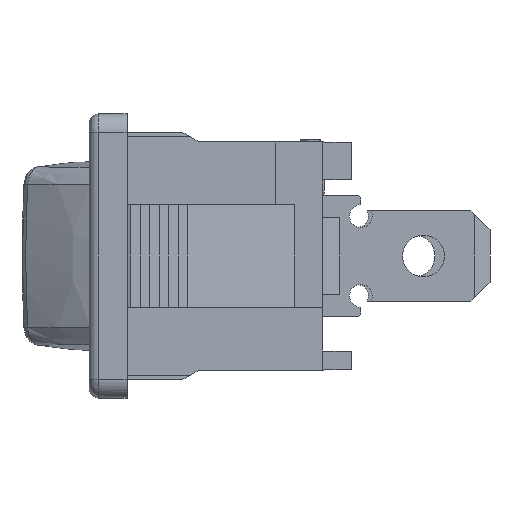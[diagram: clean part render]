
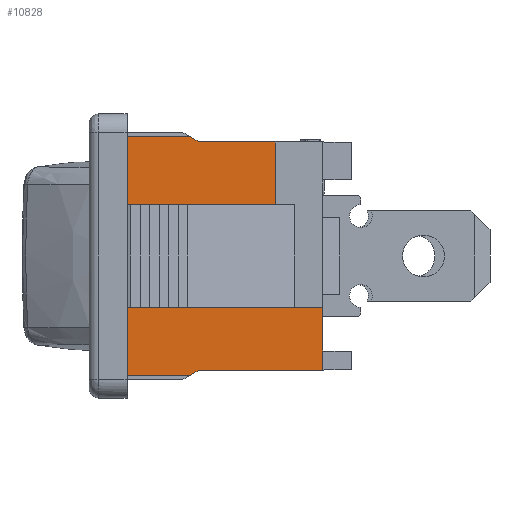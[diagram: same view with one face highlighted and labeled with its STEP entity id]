
A CAD part, left-side view. The second image highlights one B-rep face of the part: STEP entity #10828.
In plain terms, the highlighted planar face has unit normal (-1, 0, 0).
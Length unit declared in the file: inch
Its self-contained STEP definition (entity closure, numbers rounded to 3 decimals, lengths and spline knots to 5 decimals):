
#658=FACE_OUTER_BOUND('',#1223,.T.);
#1223=EDGE_LOOP('',(#7435,#7436,#7437,#7438,#7439,#7440,#7441,#7442,#7443,
#7444,#7445));
#1858=LINE('',#15183,#3047);
#1883=LINE('',#15235,#3072);
#2077=LINE('',#15804,#3266);
#2083=LINE('',#15816,#3272);
#2110=LINE('',#15868,#3299);
#2132=LINE('',#16328,#3321);
#2185=LINE('',#16431,#3374);
#2186=LINE('',#16433,#3375);
#2187=LINE('',#16434,#3376);
#2188=LINE('',#16435,#3377);
#2189=LINE('',#16436,#3378);
#3047=VECTOR('',#12386,0.49606);
#3072=VECTOR('',#12417,0.09055);
#3266=VECTOR('',#12731,0.12915);
#3272=VECTOR('',#12741,0.12915);
#3299=VECTOR('',#12780,0.15748);
#3321=VECTOR('',#12806,0.25591);
#3374=VECTOR('',#12873,0.09843);
#3375=VECTOR('',#12876,0.02362);
#3376=VECTOR('',#12877,0.02362);
#3377=VECTOR('',#12878,0.03937);
#3378=VECTOR('',#12879,0.34252);
#4231=VERTEX_POINT('',#15180);
#4232=VERTEX_POINT('',#15182);
#4255=VERTEX_POINT('',#15232);
#4256=VERTEX_POINT('',#15234);
#4437=VERTEX_POINT('',#15802);
#4441=VERTEX_POINT('',#15813);
#4459=VERTEX_POINT('',#15865);
#4460=VERTEX_POINT('',#15867);
#4504=VERTEX_POINT('',#16325);
#4505=VERTEX_POINT('',#16327);
#4548=VERTEX_POINT('',#16429);
#5287=EDGE_CURVE('',#4231,#4232,#1858,.T.);
#5312=EDGE_CURVE('',#4256,#4255,#1883,.T.);
#5538=EDGE_CURVE('',#4231,#4437,#2077,.T.);
#5544=EDGE_CURVE('',#4232,#4441,#2083,.T.);
#5571=EDGE_CURVE('',#4460,#4459,#2110,.T.);
#5619=EDGE_CURVE('',#4504,#4505,#2132,.T.);
#5675=EDGE_CURVE('',#4255,#4548,#2185,.T.);
#5676=EDGE_CURVE('',#4441,#4459,#2186,.T.);
#5677=EDGE_CURVE('',#4505,#4437,#2187,.T.);
#5678=EDGE_CURVE('',#4504,#4256,#2188,.T.);
#5679=EDGE_CURVE('',#4548,#4460,#2189,.T.);
#7435=ORIENTED_EDGE('',*,*,#5676,.F.);
#7436=ORIENTED_EDGE('',*,*,#5544,.F.);
#7437=ORIENTED_EDGE('',*,*,#5287,.F.);
#7438=ORIENTED_EDGE('',*,*,#5538,.T.);
#7439=ORIENTED_EDGE('',*,*,#5677,.F.);
#7440=ORIENTED_EDGE('',*,*,#5619,.F.);
#7441=ORIENTED_EDGE('',*,*,#5678,.T.);
#7442=ORIENTED_EDGE('',*,*,#5312,.T.);
#7443=ORIENTED_EDGE('',*,*,#5675,.T.);
#7444=ORIENTED_EDGE('',*,*,#5679,.T.);
#7445=ORIENTED_EDGE('',*,*,#5571,.T.);
#9860=PLANE('',#11461);
#10828=ADVANCED_FACE('',(#658),#9860,.T.);
#11461=AXIS2_PLACEMENT_3D('',#16432,#12874,#12875);
#12386=DIRECTION('',(0.,0.,1.));
#12417=DIRECTION('',(0.,0.,1.));
#12731=DIRECTION('',(0.,-1.,0.));
#12741=DIRECTION('',(0.,-1.,0.));
#12780=DIRECTION('',(0.,1.,0.));
#12806=DIRECTION('',(0.,1.,0.));
#12873=DIRECTION('',(0.,1.,0.));
#12874=DIRECTION('center_axis',(-1.,0.,0.));
#12875=DIRECTION('ref_axis',(0.,0.,1.));
#12876=DIRECTION('',(0.,-0.866,-0.5));
#12877=DIRECTION('',(0.,0.866,-0.5));
#12878=DIRECTION('',(0.,0.,1.));
#12879=DIRECTION('',(0.,0.,1.));
#15180=CARTESIAN_POINT('',(-0.33465,0.,-0.24803));
#15182=CARTESIAN_POINT('',(-0.33465,0.,0.24803));
#15183=CARTESIAN_POINT('',(-0.33465,0.,-0.24803));
#15232=CARTESIAN_POINT('',(-0.33465,-0.40551,-0.1063));
#15234=CARTESIAN_POINT('',(-0.33465,-0.40551,-0.19685));
#15235=CARTESIAN_POINT('',(-0.33465,-0.40551,-0.19685));
#15802=CARTESIAN_POINT('',(-0.33465,-0.12915,-0.24803));
#15804=CARTESIAN_POINT('',(-0.33465,0.,-0.24803));
#15813=CARTESIAN_POINT('',(-0.33465,-0.12915,0.24803));
#15816=CARTESIAN_POINT('',(-0.33465,0.,0.24803));
#15865=CARTESIAN_POINT('',(-0.33465,-0.14961,0.23622));
#15867=CARTESIAN_POINT('',(-0.33465,-0.30709,0.23622));
#15868=CARTESIAN_POINT('',(-0.33465,-0.30709,0.23622));
#16325=CARTESIAN_POINT('',(-0.33465,-0.40551,-0.23622));
#16327=CARTESIAN_POINT('',(-0.33465,-0.14961,-0.23622));
#16328=CARTESIAN_POINT('',(-0.33465,-0.40551,-0.23622));
#16429=CARTESIAN_POINT('',(-0.33465,-0.30709,-0.1063));
#16431=CARTESIAN_POINT('',(-0.33465,-0.40551,-0.1063));
#16432=CARTESIAN_POINT('Origin',(-0.33465,-0.40551,
-0.23622));
#16433=CARTESIAN_POINT('',(-0.33465,-0.12915,0.24803));
#16434=CARTESIAN_POINT('',(-0.33465,-0.14961,-0.23622));
#16435=CARTESIAN_POINT('',(-0.33465,-0.40551,-0.23622));
#16436=CARTESIAN_POINT('',(-0.33465,-0.30709,-0.1063));
